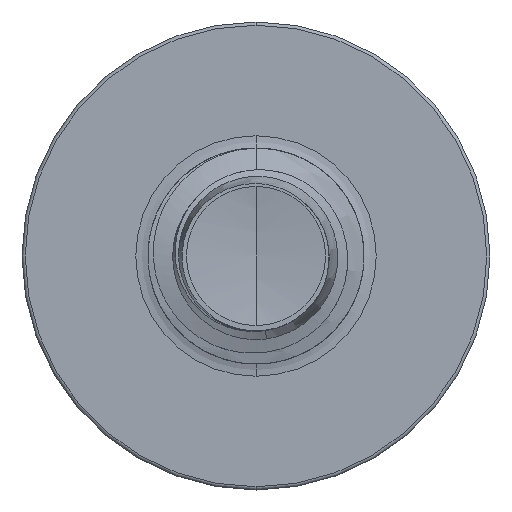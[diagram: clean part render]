
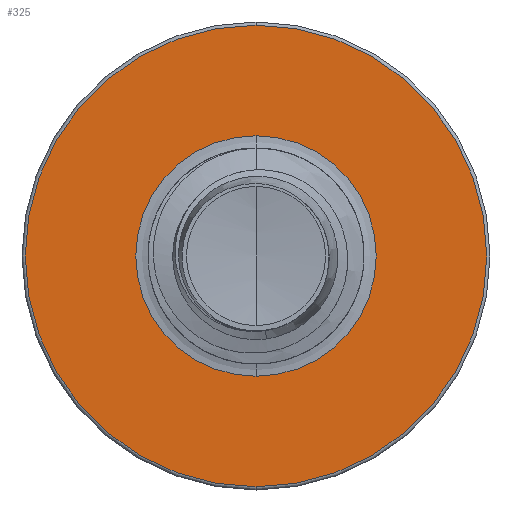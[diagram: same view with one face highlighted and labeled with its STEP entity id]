
A CAD part, front view. The second image highlights one B-rep face of the part: STEP entity #325.
In plain terms, the highlighted planar face has unit normal (0, -1, 0).
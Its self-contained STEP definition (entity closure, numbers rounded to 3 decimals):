
#325 = ADVANCED_FACE ( 'NONE', ( #1163, #7095 ), #13628, .F. ) ;
#1163 = FACE_OUTER_BOUND ( 'NONE', #23510, .T. ) ;
#1462 = CIRCLE ( 'NONE', #21556, 1.67 ) ;
#1591 = AXIS2_PLACEMENT_3D ( 'NONE', #10315, #13528, #10081 ) ;
#1780 = DIRECTION ( 'NONE',  ( 0., 0., 1. ) ) ;
#2351 = VERTEX_POINT ( 'NONE', #3505 ) ;
#3036 = VERTEX_POINT ( 'NONE', #7262 ) ;
#3505 = CARTESIAN_POINT ( 'NONE',  ( 0., 10., 1.67 ) ) ;
#6046 = CARTESIAN_POINT ( 'NONE',  ( 0., 10., 0. ) ) ;
#7095 = FACE_BOUND ( 'NONE', #8715, .T. ) ;
#7262 = CARTESIAN_POINT ( 'NONE',  ( 0., 10., -3.205 ) ) ;
#7846 = CARTESIAN_POINT ( 'NONE',  ( 0., 10., 3.205 ) ) ;
#7997 = EDGE_CURVE ( 'NONE', #2351, #10916, #9925, .T. ) ;
#8083 = EDGE_CURVE ( 'NONE', #3036, #21241, #19191, .T. ) ;
#8194 = DIRECTION ( 'NONE',  ( 0., 0., 1. ) ) ;
#8715 = EDGE_LOOP ( 'NONE', ( #15984, #11534 ) ) ;
#9925 = CIRCLE ( 'NONE', #15611, 1.67 ) ;
#10081 = DIRECTION ( 'NONE',  ( 0., 0., 1. ) ) ;
#10082 = DIRECTION ( 'NONE',  ( 0., 1., 0. ) ) ;
#10315 = CARTESIAN_POINT ( 'NONE',  ( 0., 10., -1.67 ) ) ;
#10893 = ORIENTED_EDGE ( 'NONE', *, *, #8083, .F. ) ;
#10916 = VERTEX_POINT ( 'NONE', #16797 ) ;
#11534 = ORIENTED_EDGE ( 'NONE', *, *, #19841, .T. ) ;
#12323 = CARTESIAN_POINT ( 'NONE',  ( 0., 10., 0. ) ) ;
#13528 = DIRECTION ( 'NONE',  ( 0., 1., 0. ) ) ;
#13628 = PLANE ( 'NONE',  #1591 ) ;
#13638 = AXIS2_PLACEMENT_3D ( 'NONE', #12323, #24609, #14265 ) ;
#14265 = DIRECTION ( 'NONE',  ( 0., 0., 1. ) ) ;
#14377 = DIRECTION ( 'NONE',  ( 0., 1., 0. ) ) ;
#15611 = AXIS2_PLACEMENT_3D ( 'NONE', #21008, #10082, #22748 ) ;
#15984 = ORIENTED_EDGE ( 'NONE', *, *, #7997, .T. ) ;
#16782 = AXIS2_PLACEMENT_3D ( 'NONE', #6046, #19437, #8194 ) ;
#16797 = CARTESIAN_POINT ( 'NONE',  ( 0., 10., -1.67 ) ) ;
#17916 = CIRCLE ( 'NONE', #13638, 3.205 ) ;
#19191 = CIRCLE ( 'NONE', #16782, 3.205 ) ;
#19437 = DIRECTION ( 'NONE',  ( 0., 1., 0. ) ) ;
#19841 = EDGE_CURVE ( 'NONE', #10916, #2351, #1462, .T. ) ;
#21008 = CARTESIAN_POINT ( 'NONE',  ( 0., 10., 0. ) ) ;
#21241 = VERTEX_POINT ( 'NONE', #7846 ) ;
#21394 = EDGE_CURVE ( 'NONE', #21241, #3036, #17916, .T. ) ;
#21556 = AXIS2_PLACEMENT_3D ( 'NONE', #24707, #14377, #1780 ) ;
#22748 = DIRECTION ( 'NONE',  ( 0., 0., 1. ) ) ;
#23510 = EDGE_LOOP ( 'NONE', ( #24528, #10893 ) ) ;
#24528 = ORIENTED_EDGE ( 'NONE', *, *, #21394, .F. ) ;
#24609 = DIRECTION ( 'NONE',  ( 0., 1., 0. ) ) ;
#24707 = CARTESIAN_POINT ( 'NONE',  ( 0., 10., 0. ) ) ;
